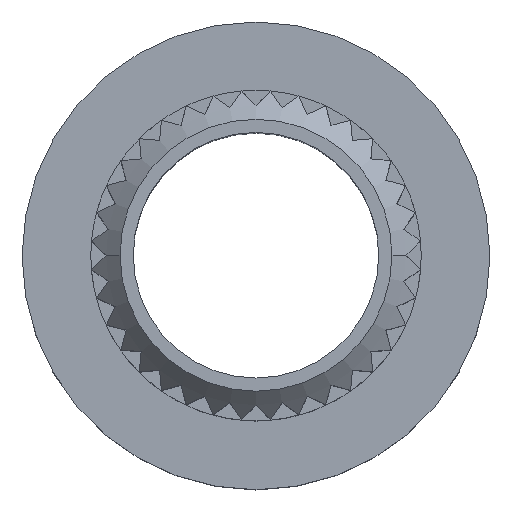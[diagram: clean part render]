
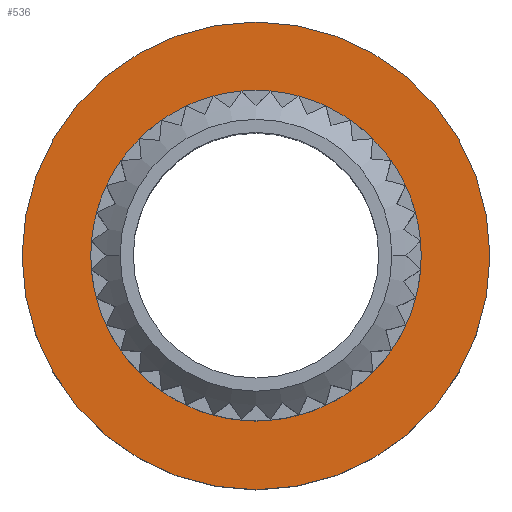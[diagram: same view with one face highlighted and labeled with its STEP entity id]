
A CAD part, top view. The second image highlights one B-rep face of the part: STEP entity #536.
In plain terms, the highlighted planar face has unit normal (0, 0, 1).
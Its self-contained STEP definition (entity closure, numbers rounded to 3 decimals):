
#71 = CARTESIAN_POINT ( 'NONE',  ( 0., 0., 0. ) ) ;
#259 = AXIS2_PLACEMENT_3D ( 'NONE', #1333, #2250, #2032 ) ;
#292 = CARTESIAN_POINT ( 'NONE',  ( 0., 0., 0. ) ) ;
#294 = DIRECTION ( 'NONE',  ( 1., 0., 0. ) ) ;
#312 = ORIENTED_EDGE ( 'NONE', *, *, #2370, .T. ) ;
#357 = AXIS2_PLACEMENT_3D ( 'NONE', #396, #1959, #608 ) ;
#382 = CIRCLE ( 'NONE', #2239, 4. ) ;
#396 = CARTESIAN_POINT ( 'NONE',  ( 0., 0., 0. ) ) ;
#408 = CARTESIAN_POINT ( 'NONE',  ( 0., 0., 0. ) ) ;
#520 = DIRECTION ( 'NONE',  ( 1., 0., 0. ) ) ;
#533 = VERTEX_POINT ( 'NONE', #1313 ) ;
#536 = ADVANCED_FACE ( 'NONE', ( #1037, #890 ), #1070, .T. ) ;
#608 = DIRECTION ( 'NONE',  ( 1., 0., 0. ) ) ;
#620 = DIRECTION ( 'NONE',  ( 1., 0., 0. ) ) ;
#732 = CARTESIAN_POINT ( 'NONE',  ( -4., 0., 0. ) ) ;
#890 = FACE_BOUND ( 'NONE', #1043, .T. ) ;
#947 = CIRCLE ( 'NONE', #357, 2.825 ) ;
#991 = AXIS2_PLACEMENT_3D ( 'NONE', #292, #1865, #520 ) ;
#1037 = FACE_OUTER_BOUND ( 'NONE', #2790, .T. ) ;
#1043 = EDGE_LOOP ( 'NONE', ( #2623, #1607 ) ) ;
#1044 = VERTEX_POINT ( 'NONE', #732 ) ;
#1070 = PLANE ( 'NONE',  #259 ) ;
#1313 = CARTESIAN_POINT ( 'NONE',  ( 4., 0., 0. ) ) ;
#1328 = CIRCLE ( 'NONE', #1940, 2.825 ) ;
#1333 = CARTESIAN_POINT ( 'NONE',  ( 0., 0., 0. ) ) ;
#1599 = EDGE_CURVE ( 'NONE', #533, #1044, #1838, .T. ) ;
#1607 = ORIENTED_EDGE ( 'NONE', *, *, #1770, .F. ) ;
#1635 = DIRECTION ( 'NONE',  ( 0., 0., 1. ) ) ;
#1770 = EDGE_CURVE ( 'NONE', #2757, #1845, #947, .T. ) ;
#1838 = CIRCLE ( 'NONE', #991, 4. ) ;
#1845 = VERTEX_POINT ( 'NONE', #2204 ) ;
#1863 = ORIENTED_EDGE ( 'NONE', *, *, #1599, .T. ) ;
#1865 = DIRECTION ( 'NONE',  ( 0., 0., 1. ) ) ;
#1940 = AXIS2_PLACEMENT_3D ( 'NONE', #408, #1970, #620 ) ;
#1959 = DIRECTION ( 'NONE',  ( 0., 0., 1. ) ) ;
#1970 = DIRECTION ( 'NONE',  ( 0., 0., 1. ) ) ;
#2032 = DIRECTION ( 'NONE',  ( 1., 0., 0. ) ) ;
#2159 = CARTESIAN_POINT ( 'NONE',  ( 2.825, 0., 0. ) ) ;
#2204 = CARTESIAN_POINT ( 'NONE',  ( -2.825, 0., 0. ) ) ;
#2239 = AXIS2_PLACEMENT_3D ( 'NONE', #71, #1635, #294 ) ;
#2250 = DIRECTION ( 'NONE',  ( 0., 0., 1. ) ) ;
#2370 = EDGE_CURVE ( 'NONE', #1044, #533, #382, .T. ) ;
#2623 = ORIENTED_EDGE ( 'NONE', *, *, #2831, .F. ) ;
#2757 = VERTEX_POINT ( 'NONE', #2159 ) ;
#2790 = EDGE_LOOP ( 'NONE', ( #1863, #312 ) ) ;
#2831 = EDGE_CURVE ( 'NONE', #1845, #2757, #1328, .T. ) ;
